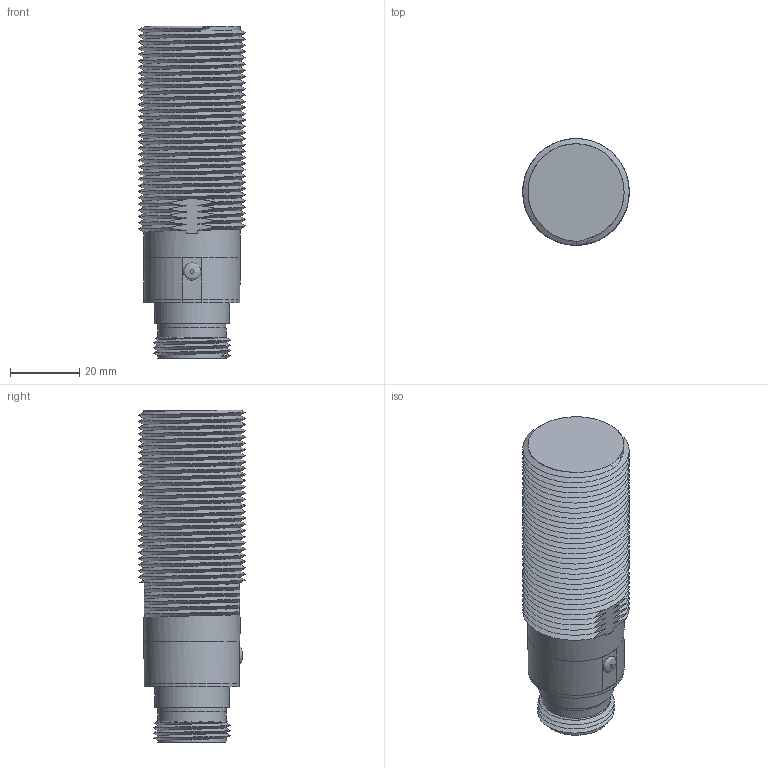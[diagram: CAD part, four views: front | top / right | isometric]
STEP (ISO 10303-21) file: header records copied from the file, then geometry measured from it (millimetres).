
FILE_DESCRIPTION( ('This file contains a STEP AP42 implementation' ,'as created by ZW3D STEP Interface translator.') ,'2;1' );
FILE_NAME( 'WCN1-3010X-XZL3.stp' ,'201026.193912', (''), ('ZWCAD Software Co.'), 'Version 1.0', 'ZW3D to STEP translator', '' );
FILE_SCHEMA(('AUTOMOTIVE_DESIGN'));
Length unit declared in the file: millimetre
Products named in the file (2): 0; WCN1-3010X-XZL3
Bounding box: 30.8 x 30.8 x 96 mm (x, y, z)
Volume: 55620.7 mm3; surface area: 15977 mm2
Topology: 6 solids, 6 shells, 125 faces, 313 edges, 205 vertices
Faces by surface type: bspline 125
Entity records: 13558 total; most frequent: CARTESIAN_POINT 11670, ORIENTED_EDGE 620, EDGE_CURVE 310, VERTEX_POINT 205, B_SPLINE_CURVE_WITH_KNOTS 157, EDGE_LOOP 135, FACE_OUTER_BOUND 125, ADVANCED_FACE 125
